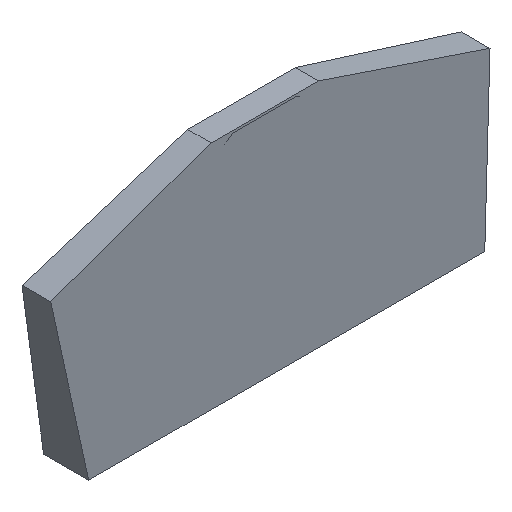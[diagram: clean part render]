
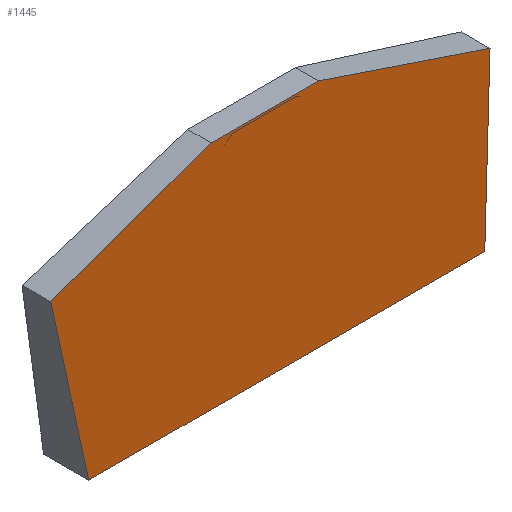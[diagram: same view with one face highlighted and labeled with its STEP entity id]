
A CAD part, isometric view. The second image highlights one B-rep face of the part: STEP entity #1445.
In plain terms, the highlighted planar face has unit normal (0, -0.995, 0.104).
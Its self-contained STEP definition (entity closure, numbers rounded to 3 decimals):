
#113=FACE_OUTER_BOUND('',#207,.T.);
#207=EDGE_LOOP('',(#1174,#1175,#1176,#1177,#1178,#1179));
#366=LINE('',#2259,#542);
#369=LINE('',#2264,#545);
#371=LINE('',#2268,#547);
#382=LINE('',#2321,#558);
#383=LINE('',#2323,#559);
#384=LINE('',#2324,#560);
#542=VECTOR('',#1814,10.);
#545=VECTOR('',#1819,10.);
#547=VECTOR('',#1823,10.);
#558=VECTOR('',#1882,10.);
#559=VECTOR('',#1883,10.);
#560=VECTOR('',#1884,10.);
#694=VERTEX_POINT('',#2256);
#695=VERTEX_POINT('',#2258);
#696=VERTEX_POINT('',#2262);
#697=VERTEX_POINT('',#2266);
#715=VERTEX_POINT('',#2320);
#716=VERTEX_POINT('',#2322);
#860=EDGE_CURVE('',#694,#695,#366,.T.);
#863=EDGE_CURVE('',#696,#694,#369,.T.);
#865=EDGE_CURVE('',#697,#696,#371,.T.);
#888=EDGE_CURVE('',#715,#697,#382,.T.);
#889=EDGE_CURVE('',#716,#715,#383,.T.);
#890=EDGE_CURVE('',#695,#716,#384,.T.);
#1174=ORIENTED_EDGE('',*,*,#863,.F.);
#1175=ORIENTED_EDGE('',*,*,#865,.F.);
#1176=ORIENTED_EDGE('',*,*,#888,.F.);
#1177=ORIENTED_EDGE('',*,*,#889,.F.);
#1178=ORIENTED_EDGE('',*,*,#890,.F.);
#1179=ORIENTED_EDGE('',*,*,#860,.F.);
#1375=PLANE('',#1563);
#1445=ADVANCED_FACE('',(#113),#1375,.F.);
#1563=AXIS2_PLACEMENT_3D('',#2319,#1880,#1881);
#1814=DIRECTION('',(0.954,0.031,0.298));
#1819=DIRECTION('',(-0.136,0.104,0.985));
#1823=DIRECTION('',(-1.,0.,0.));
#1880=DIRECTION('center_axis',(0.,0.995,-0.105));
#1881=DIRECTION('ref_axis',(0.,0.105,0.995));
#1882=DIRECTION('',(-0.136,-0.104,-0.985));
#1883=DIRECTION('',(0.954,-0.031,-0.299));
#1884=DIRECTION('',(1.,0.,0.001));
#2256=CARTESIAN_POINT('',(321.789,-3.909,-184.589));
#2258=CARTESIAN_POINT('',(408.139,-1.069,-157.569));
#2259=CARTESIAN_POINT('',(162.816,-9.137,-234.334));
#2262=CARTESIAN_POINT('',(333.039,-12.496,-266.289));
#2264=CARTESIAN_POINT('',(330.295,-10.401,-246.36));
#2266=CARTESIAN_POINT('',(539.118,-12.499,-266.319));
#2268=CARTESIAN_POINT('',(269.559,-12.495,-266.28));
#2319=CARTESIAN_POINT('Origin',(0.,-13.132,-272.34));
#2320=CARTESIAN_POINT('',(550.428,-3.917,-184.669));
#2321=CARTESIAN_POINT('',(539.371,-12.307,-264.492));
#2322=CARTESIAN_POINT('',(463.968,-1.065,-157.529));
#2323=CARTESIAN_POINT('',(269.554,5.35,-96.502));
#2324=CARTESIAN_POINT('',(204.028,-1.084,-157.716));
